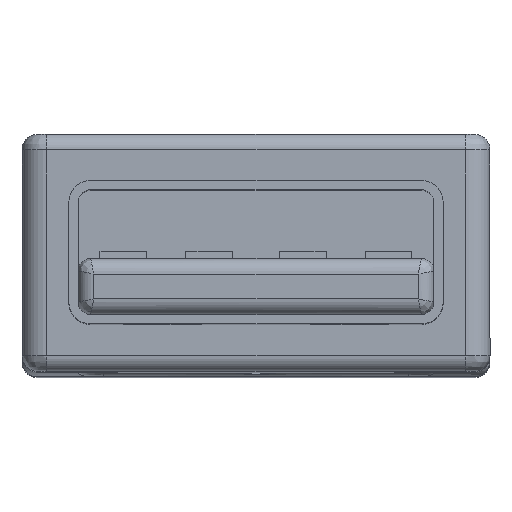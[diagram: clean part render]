
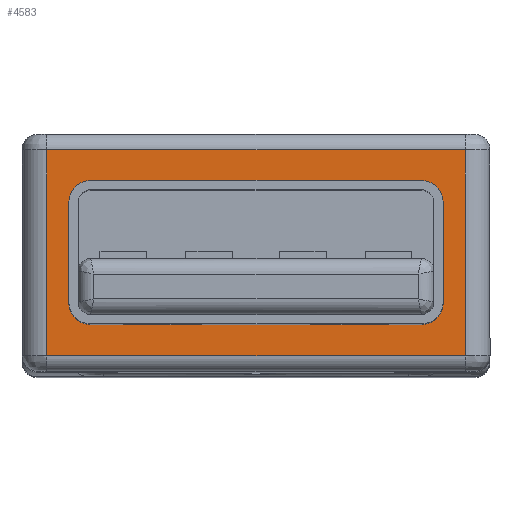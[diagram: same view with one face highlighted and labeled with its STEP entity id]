
A CAD part, top view. The second image highlights one B-rep face of the part: STEP entity #4583.
In plain terms, the highlighted planar face has unit normal (0, 0, 1).
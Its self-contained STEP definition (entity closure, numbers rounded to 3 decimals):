
#2532=PLANE('',#9820);
#3426=LINE('',#13951,#4108);
#3429=LINE('',#13959,#4111);
#3432=LINE('',#13967,#4114);
#3435=LINE('',#13975,#4117);
#3489=LINE('',#14107,#4171);
#3490=LINE('',#14111,#4172);
#3491=LINE('',#14113,#4173);
#3492=LINE('',#14115,#4174);
#4108=VECTOR('',#11194,1.);
#4111=VECTOR('',#11203,1.);
#4114=VECTOR('',#11212,1.);
#4117=VECTOR('',#11221,1.);
#4171=VECTOR('',#11355,1.);
#4172=VECTOR('',#11360,1.);
#4173=VECTOR('',#11361,1.);
#4174=VECTOR('',#11362,1.);
#4583=ADVANCED_FACE('',(#4892,#4893),#2532,.T.);
#4892=FACE_BOUND('',#5221,.T.);
#4893=FACE_BOUND('',#5222,.T.);
#5221=EDGE_LOOP('',(#6761,#6762,#6763,#6764,#6765,#6766,#6767,#6768));
#5222=EDGE_LOOP('',(#6769,#6770,#6771,#6772));
#6761=ORIENTED_EDGE('',*,*,#8517,.T.);
#6762=ORIENTED_EDGE('',*,*,#8515,.T.);
#6763=ORIENTED_EDGE('',*,*,#8513,.T.);
#6764=ORIENTED_EDGE('',*,*,#8511,.T.);
#6765=ORIENTED_EDGE('',*,*,#8509,.T.);
#6766=ORIENTED_EDGE('',*,*,#8507,.T.);
#6767=ORIENTED_EDGE('',*,*,#8505,.T.);
#6768=ORIENTED_EDGE('',*,*,#8502,.T.);
#6769=ORIENTED_EDGE('',*,*,#8583,.T.);
#6770=ORIENTED_EDGE('',*,*,#8584,.F.);
#6771=ORIENTED_EDGE('',*,*,#8585,.T.);
#6772=ORIENTED_EDGE('',*,*,#8581,.T.);
#7668=VERTEX_POINT('',#13946);
#7669=VERTEX_POINT('',#13947);
#7670=VERTEX_POINT('',#13952);
#7671=VERTEX_POINT('',#13956);
#7672=VERTEX_POINT('',#13960);
#7673=VERTEX_POINT('',#13964);
#7674=VERTEX_POINT('',#13968);
#7675=VERTEX_POINT('',#13972);
#7709=VERTEX_POINT('',#14106);
#7710=VERTEX_POINT('',#14108);
#7711=VERTEX_POINT('',#14112);
#7712=VERTEX_POINT('',#14114);
#8502=EDGE_CURVE('',#7668,#7669,#8929,.T.);
#8505=EDGE_CURVE('',#7670,#7668,#3426,.T.);
#8507=EDGE_CURVE('',#7671,#7670,#8930,.T.);
#8509=EDGE_CURVE('',#7672,#7671,#3429,.T.);
#8511=EDGE_CURVE('',#7673,#7672,#8931,.T.);
#8513=EDGE_CURVE('',#7674,#7673,#3432,.T.);
#8515=EDGE_CURVE('',#7675,#7674,#8932,.T.);
#8517=EDGE_CURVE('',#7669,#7675,#3435,.T.);
#8581=EDGE_CURVE('',#7710,#7709,#3489,.T.);
#8583=EDGE_CURVE('',#7709,#7711,#3490,.T.);
#8584=EDGE_CURVE('',#7712,#7711,#3491,.T.);
#8585=EDGE_CURVE('',#7712,#7710,#3492,.T.);
#8929=CIRCLE('',#9767,0.7);
#8930=CIRCLE('',#9770,0.7);
#8931=CIRCLE('',#9773,0.7);
#8932=CIRCLE('',#9776,0.7);
#9767=AXIS2_PLACEMENT_3D('',#13945,#11188,#11189);
#9770=AXIS2_PLACEMENT_3D('',#13955,#11198,#11199);
#9773=AXIS2_PLACEMENT_3D('',#13963,#11207,#11208);
#9776=AXIS2_PLACEMENT_3D('',#13971,#11216,#11217);
#9820=AXIS2_PLACEMENT_3D('',#14116,#11363,#11364);
#11188=DIRECTION('',(0.,0.,-1.));
#11189=DIRECTION('',(0.,-1.,0.));
#11194=DIRECTION('',(-1.,0.,0.));
#11198=DIRECTION('',(0.,0.,-1.));
#11199=DIRECTION('',(1.,0.,0.));
#11203=DIRECTION('',(0.,-1.,0.));
#11207=DIRECTION('',(0.,0.,-1.));
#11208=DIRECTION('',(0.,1.,0.));
#11212=DIRECTION('',(1.,0.,0.));
#11216=DIRECTION('',(0.,0.,-1.));
#11217=DIRECTION('',(-1.,0.,0.));
#11221=DIRECTION('',(0.,1.,0.));
#11355=DIRECTION('',(0.,1.,0.));
#11360=DIRECTION('',(-1.,0.,0.));
#11361=DIRECTION('',(0.,1.,0.));
#11362=DIRECTION('',(1.,0.,0.));
#11363=DIRECTION('',(0.,0.,1.));
#11364=DIRECTION('',(1.,0.,0.));
#13945=CARTESIAN_POINT('',(-5.3,-1.6,57.8));
#13946=CARTESIAN_POINT('',(-5.3,-2.3,57.8));
#13947=CARTESIAN_POINT('',(-6.,-1.6,57.8));
#13951=CARTESIAN_POINT('',(5.3,-2.3,57.8));
#13952=CARTESIAN_POINT('',(5.3,-2.3,57.8));
#13955=CARTESIAN_POINT('',(5.3,-1.6,57.8));
#13956=CARTESIAN_POINT('',(6.,-1.6,57.8));
#13959=CARTESIAN_POINT('',(6.,1.6,57.8));
#13960=CARTESIAN_POINT('',(6.,1.6,57.8));
#13963=CARTESIAN_POINT('',(5.3,1.6,57.8));
#13964=CARTESIAN_POINT('',(5.3,2.3,57.8));
#13967=CARTESIAN_POINT('',(-5.3,2.3,57.8));
#13968=CARTESIAN_POINT('',(-5.3,2.3,57.8));
#13971=CARTESIAN_POINT('',(-5.3,1.6,57.8));
#13972=CARTESIAN_POINT('',(-6.,1.6,57.8));
#13975=CARTESIAN_POINT('',(-6.,-1.6,57.8));
#14106=CARTESIAN_POINT('',(6.7,3.3,57.8));
#14107=CARTESIAN_POINT('',(6.7,-3.3,57.8));
#14108=CARTESIAN_POINT('',(6.7,-3.3,57.8));
#14111=CARTESIAN_POINT('',(6.7,3.3,57.8));
#14112=CARTESIAN_POINT('',(-6.7,3.3,57.8));
#14113=CARTESIAN_POINT('',(-6.7,-3.3,57.8));
#14114=CARTESIAN_POINT('',(-6.7,-3.3,57.8));
#14115=CARTESIAN_POINT('',(-6.7,-3.3,57.8));
#14116=CARTESIAN_POINT('',(-6.7,-3.8,57.8));
